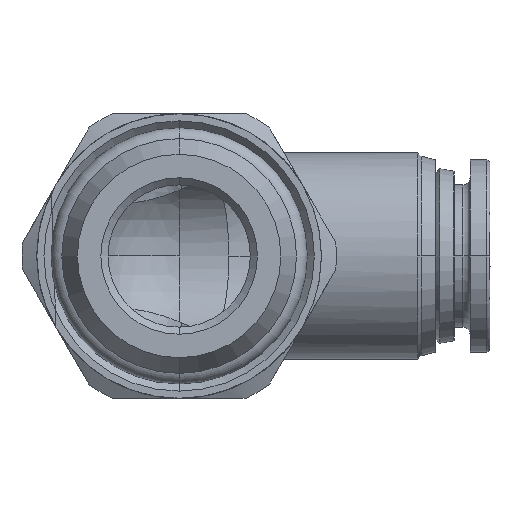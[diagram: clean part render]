
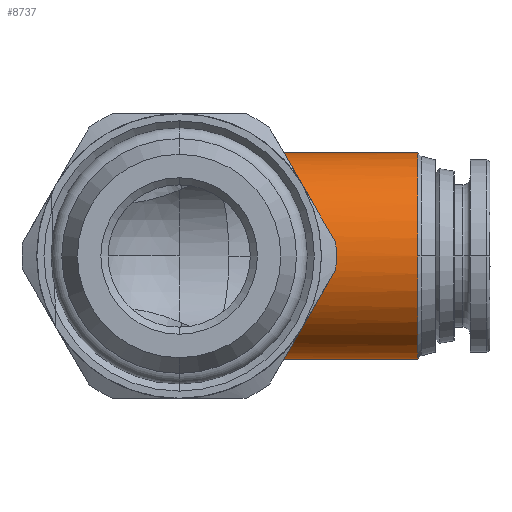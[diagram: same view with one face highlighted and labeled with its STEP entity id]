
A CAD part, front view. The second image highlights one B-rep face of the part: STEP entity #8737.
In plain terms, the highlighted cylindrical face has radius 7.25 mm (diameter 14.5 mm), a partial arc.
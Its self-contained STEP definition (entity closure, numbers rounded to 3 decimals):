
#25 = CARTESIAN_POINT ( 'NONE',  ( 1.935, 14.765, -6.987 ) ) ;
#181 = DIRECTION ( 'NONE',  ( 0., 0., 1. ) ) ;
#252 =( BOUNDED_CURVE ( )  B_SPLINE_CURVE ( 3, ( #2754, #2821, #8360, #3625 ),
 .UNSPECIFIED., .F., .F. ) 
 B_SPLINE_CURVE_WITH_KNOTS ( ( 4, 4 ),
 ( 1.841, 3.142 ),
 .UNSPECIFIED. ) 
 CURVE ( )  GEOMETRIC_REPRESENTATION_ITEM ( )  RATIONAL_B_SPLINE_CURVE ( ( 1., 0.864, 0.864, 1. ) ) 
 REPRESENTATION_ITEM ( '' )  );
#328 = CIRCLE ( 'NONE', #7397, 7.25 ) ;
#407 = DIRECTION ( 'NONE',  ( -1., 0., 0. ) ) ;
#757 = VERTEX_POINT ( 'NONE', #9979 ) ;
#814 = EDGE_CURVE ( 'NONE', #4757, #6820, #8273, .T. ) ;
#840 = CARTESIAN_POINT ( 'NONE',  ( 2.4, 16.045, -7.25 ) ) ;
#968 = DIRECTION ( 'NONE',  ( -1., 0., 0. ) ) ;
#998 = ORIENTED_EDGE ( 'NONE', *, *, #814, .T. ) ;
#1037 = EDGE_CURVE ( 'NONE', #8563, #6199, #6907, .T. ) ;
#1129 = CARTESIAN_POINT ( 'NONE',  ( 0., 16.7, -7.25 ) ) ;
#1203 = ORIENTED_EDGE ( 'NONE', *, *, #9579, .T. ) ;
#1373 = CYLINDRICAL_SURFACE ( 'NONE', #7315, 7.25 ) ;
#1841 = CARTESIAN_POINT ( 'NONE',  ( 7.25, 9.45, 0. ) ) ;
#1920 = DIRECTION ( 'NONE',  ( -1., 0., 0. ) ) ;
#2014 = CARTESIAN_POINT ( 'NONE',  ( 0., 16.7, 7.25 ) ) ;
#2066 = EDGE_CURVE ( 'NONE', #4611, #4136, #10173, .T. ) ;
#2174 = EDGE_CURVE ( 'NONE', #757, #4611, #252, .T. ) ;
#2404 = ORIENTED_EDGE ( 'NONE', *, *, #9894, .T. ) ;
#2505 = ORIENTED_EDGE ( 'NONE', *, *, #2066, .T. ) ;
#2596 = CARTESIAN_POINT ( 'NONE',  ( 2.4, 16.045, 7.25 ) ) ;
#2616 = CARTESIAN_POINT ( 'NONE',  ( 16.768, 9.45, 0. ) ) ;
#2749 = CARTESIAN_POINT ( 'NONE',  ( 16.768, 16.7, 0. ) ) ;
#2754 = CARTESIAN_POINT ( 'NONE',  ( 1.935, 14.765, 6.987 ) ) ;
#2785 = DIRECTION ( 'NONE',  ( -1., 0., 0. ) ) ;
#2821 = CARTESIAN_POINT ( 'NONE',  ( 5.199, 11.501, 6.083 ) ) ;
#3144 = ORIENTED_EDGE ( 'NONE', *, *, #5573, .T. ) ;
#3145 = EDGE_CURVE ( 'NONE', #8563, #8838, #9340, .T. ) ;
#3625 = CARTESIAN_POINT ( 'NONE',  ( 7.25, 9.45, 0. ) ) ;
#3783 = CARTESIAN_POINT ( 'NONE',  ( 16.768, 16.7, 7.25 ) ) ;
#4136 = VERTEX_POINT ( 'NONE', #6773 ) ;
#4153 =( BOUNDED_CURVE ( )  B_SPLINE_CURVE ( 3, ( #5743, #2596, #8924, #4185 ),
 .UNSPECIFIED., .F., .T. ) 
 B_SPLINE_CURVE_WITH_KNOTS ( ( 4, 4 ),
 ( 4.712, 4.983 ),
 .UNSPECIFIED. ) 
 CURVE ( )  GEOMETRIC_REPRESENTATION_ITEM ( )  RATIONAL_B_SPLINE_CURVE ( ( 1., 0.994, 0.994, 1. ) ) 
 REPRESENTATION_ITEM ( '' )  );
#4185 = CARTESIAN_POINT ( 'NONE',  ( 1.935, 14.765, 6.987 ) ) ;
#4214 = FACE_OUTER_BOUND ( 'NONE', #6838, .T. ) ;
#4611 = VERTEX_POINT ( 'NONE', #8185 ) ;
#4757 = VERTEX_POINT ( 'NONE', #3783 ) ;
#4791 = CARTESIAN_POINT ( 'NONE',  ( 2.164, 15.396, -7.162 ) ) ;
#4923 = CARTESIAN_POINT ( 'NONE',  ( 0., 16.7, 0. ) ) ;
#5109 = DIRECTION ( 'NONE',  ( -1., 0., 0. ) ) ;
#5573 = EDGE_CURVE ( 'NONE', #4136, #8838, #5632, .T. ) ;
#5632 =( BOUNDED_CURVE ( )  B_SPLINE_CURVE ( 3, ( #25, #4791, #840, #6375 ),
 .UNSPECIFIED., .F., .F. ) 
 B_SPLINE_CURVE_WITH_KNOTS ( ( 4, 4 ),
 ( 1.301, 1.571 ),
 .UNSPECIFIED. ) 
 CURVE ( )  GEOMETRIC_REPRESENTATION_ITEM ( )  RATIONAL_B_SPLINE_CURVE ( ( 1., 0.994, 0.994, 1. ) ) 
 REPRESENTATION_ITEM ( '' )  );
#5743 = CARTESIAN_POINT ( 'NONE',  ( 2.639, 16.7, 7.25 ) ) ;
#5790 = CARTESIAN_POINT ( 'NONE',  ( 7.25, 9.45, -3.387 ) ) ;
#5890 = DIRECTION ( 'NONE',  ( 0., -1., 0. ) ) ;
#5912 = VECTOR ( 'NONE', #407, 1000. ) ;
#5926 = CARTESIAN_POINT ( 'NONE',  ( 2.639, 16.7, 7.25 ) ) ;
#6199 = VERTEX_POINT ( 'NONE', #2616 ) ;
#6375 = CARTESIAN_POINT ( 'NONE',  ( 2.639, 16.7, -7.25 ) ) ;
#6586 = CARTESIAN_POINT ( 'NONE',  ( 5.199, 11.501, -6.083 ) ) ;
#6773 = CARTESIAN_POINT ( 'NONE',  ( 1.935, 14.765, -6.987 ) ) ;
#6820 = VERTEX_POINT ( 'NONE', #5926 ) ;
#6838 = EDGE_LOOP ( 'NONE', ( #7944, #8469, #1203, #998, #2404, #10159, #2505, #3144 ) ) ;
#6907 = CIRCLE ( 'NONE', #7862, 7.25 ) ;
#7315 = AXIS2_PLACEMENT_3D ( 'NONE', #4923, #968, #181 ) ;
#7377 = CARTESIAN_POINT ( 'NONE',  ( 1.935, 14.765, -6.987 ) ) ;
#7397 = AXIS2_PLACEMENT_3D ( 'NONE', #7526, #2785, #8329 ) ;
#7526 = CARTESIAN_POINT ( 'NONE',  ( 16.768, 16.7, 0. ) ) ;
#7862 = AXIS2_PLACEMENT_3D ( 'NONE', #2749, #5109, #5890 ) ;
#7944 = ORIENTED_EDGE ( 'NONE', *, *, #3145, .F. ) ;
#8185 = CARTESIAN_POINT ( 'NONE',  ( 7.25, 9.45, 0. ) ) ;
#8273 = LINE ( 'NONE', #2014, #5912 ) ;
#8321 = CARTESIAN_POINT ( 'NONE',  ( 2.639, 16.7, -7.25 ) ) ;
#8329 = DIRECTION ( 'NONE',  ( 0., -1., 0. ) ) ;
#8360 = CARTESIAN_POINT ( 'NONE',  ( 7.25, 9.45, 3.387 ) ) ;
#8469 = ORIENTED_EDGE ( 'NONE', *, *, #1037, .T. ) ;
#8563 = VERTEX_POINT ( 'NONE', #9957 ) ;
#8737 = ADVANCED_FACE ( 'NONE', ( #4214 ), #1373, .T. ) ;
#8838 = VERTEX_POINT ( 'NONE', #8321 ) ;
#8924 = CARTESIAN_POINT ( 'NONE',  ( 2.164, 15.396, 7.162 ) ) ;
#9340 = LINE ( 'NONE', #1129, #9571 ) ;
#9571 = VECTOR ( 'NONE', #1920, 1000. ) ;
#9579 = EDGE_CURVE ( 'NONE', #6199, #4757, #328, .T. ) ;
#9894 = EDGE_CURVE ( 'NONE', #6820, #757, #4153, .T. ) ;
#9957 = CARTESIAN_POINT ( 'NONE',  ( 16.768, 16.7, -7.25 ) ) ;
#9979 = CARTESIAN_POINT ( 'NONE',  ( 1.935, 14.765, 6.987 ) ) ;
#10159 = ORIENTED_EDGE ( 'NONE', *, *, #2174, .T. ) ;
#10173 =( BOUNDED_CURVE ( )  B_SPLINE_CURVE ( 3, ( #1841, #5790, #6586, #7377 ),
 .UNSPECIFIED., .F., .F. ) 
 B_SPLINE_CURVE_WITH_KNOTS ( ( 4, 4 ),
 ( 3.142, 4.442 ),
 .UNSPECIFIED. ) 
 CURVE ( )  GEOMETRIC_REPRESENTATION_ITEM ( )  RATIONAL_B_SPLINE_CURVE ( ( 1., 0.864, 0.864, 1. ) ) 
 REPRESENTATION_ITEM ( '' )  );
